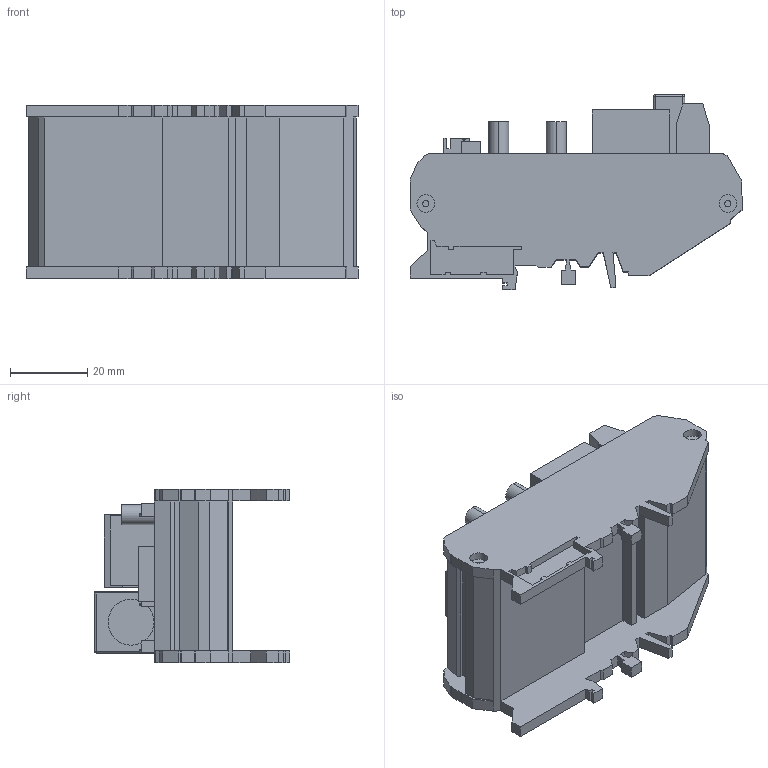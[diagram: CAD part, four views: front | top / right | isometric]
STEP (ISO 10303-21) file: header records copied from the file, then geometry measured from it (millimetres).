
FILE_DESCRIPTION (( 'STEP AP214' ), '1' );
FILE_NAME ('SRCN-C032_3D.STEP', '2022-05-02T17:58:13', ( '' ), ( '' ), 'SwSTEP 2.0', 'SolidWorks 2021', '' );
FILE_SCHEMA (( 'AUTOMOTIVE_DESIGN' ));
Length unit declared in the file: inch
Products named in the file (1): SRCN-C032_3D
Bounding box: 86.1 x 50.59 x 45 mm (x, y, z)
Volume: 37325.6 mm3; surface area: 34411.2 mm2
Topology: 7 solids, 9 shells, 541 faces, 1433 edges, 948 vertices
Faces by surface type: plane 466, cylinder 71, sphere 4
Entity records: 20259 total; most frequent: CARTESIAN_POINT 2919, ORIENTED_EDGE 2858, DIRECTION 2667, EDGE_CURVE 1429, VECTOR 1275, LINE 1275, VERTEX_POINT 948, AXIS2_PLACEMENT_3D 696
